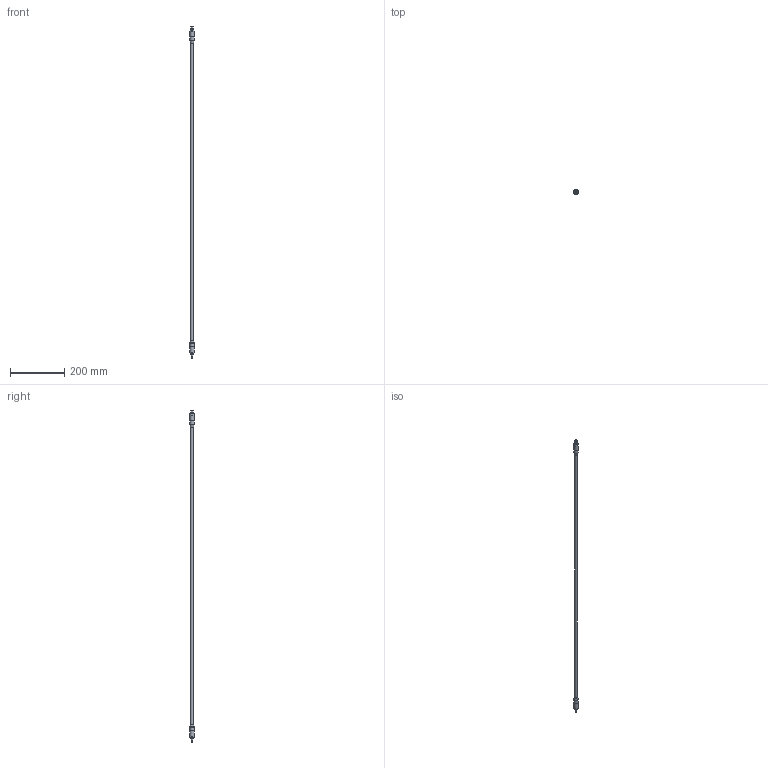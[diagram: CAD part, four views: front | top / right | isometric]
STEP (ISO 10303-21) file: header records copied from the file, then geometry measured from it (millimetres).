
FILE_DESCRIPTION (( 'STEP AP203' ), '1' );
FILE_NAME ('PE3VNA2604 ¦ FM26VNA004.step', '2020-03-20T21:12:11', ( '' ), ( '' ), 'SwSTEP 2.0', 'SolidWorks 2018', '' );
FILE_SCHEMA (( 'CONFIG_CONTROL_DESIGN' ));
Length unit declared in the file: inch
Products named in the file (4): Copy of 3.5mm Female^PE3VNA2604 ｦ FM26VNA004; PE3VNA2604 ｦ FM26VNA004; Copy of PE-VNA-R^PE3VNA2604 ｦ FM26VNA004; Copy of 3.5mm SMA Male^PE3VNA2604 ｦ FM26VNA004
Assembly tree (3 placements, depth 2):
  PE3VNA2604 ｦ FM26VNA004
    Copy of PE-VNA-R^PE3VNA2604 ｦ FM26VNA004
    Copy of 3.5mm SMA Male^PE3VNA2604 ｦ FM26VNA004
    Copy of 3.5mm Female^PE3VNA2604 ｦ FM26VNA004
Bounding box: 16 x 16.13 x 1219.96 mm (x, y, z)
Volume: 122338 mm3; surface area: 44122.1 mm2
Topology: 3 solids, 3 shells, 138 faces, 320 edges, 211 vertices
Faces by surface type: plane 67, cylinder 44, cone 19, bspline 7, torus 1
Full cylindrical faces by diameter (mm): 0.94 x2, 1.194 x2, 3.5 x2, 4.445 x1, 4.572 x1, 5.334 x1, 5.582 x2, 6.35 x7, 7.762 x1, 10.922 x1, 12.827 x2, 15.875 x4, 16.002 x2
Entity records: 7234 total; most frequent: CARTESIAN_POINT 4135, DIRECTION 528, ORIENTED_EDGE 512, EDGE_CURVE 256, AXIS2_PLACEMENT_3D 216, EDGE_LOOP 196, VERTEX_POINT 194, FACE_OUTER_BOUND 157
